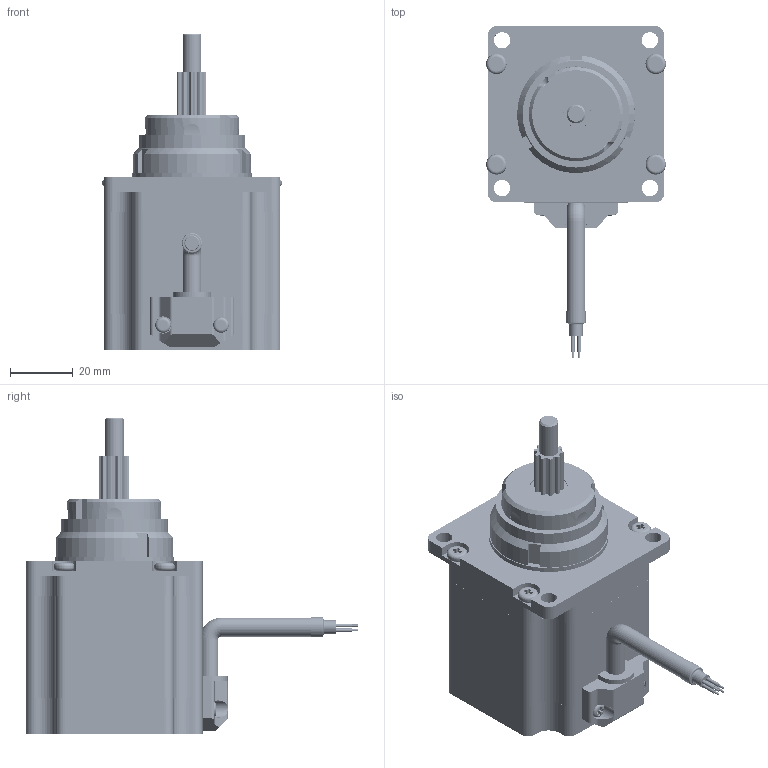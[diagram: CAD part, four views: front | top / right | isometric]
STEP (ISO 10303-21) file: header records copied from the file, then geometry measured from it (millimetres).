
FILE_DESCRIPTION (( 'STEP AP214' ), '1' );
FILE_NAME ('57NC255-T5.08-3-04-12.7-001.STEP', '2024-11-27T07:05:00', ( 'MM' ), ( 'Microsoft' ), 'SwSTEP 2.0', 'SolidWorks 2024', '' );
FILE_SCHEMA (( 'AUTOMOTIVE_DESIGN' ));
Length unit declared in the file: millimetre
Products named in the file (23): 03-57-13-17_10-57-006-4; 01-57-010（57直线后盖φ30有孔电缆线）_04-57-002-2; 02-57-55直线贯通; 13-57-16_13-57-16; 02-57-32.5_02-57-32.5; 07-57-009（57固定轴丝杆-12.7）_03-57-004-7; 11-57-001（M3-6配57和86压线板）; 07-57-009（57固定轴铝套-12.7）_08-35-006-5; 02-57-55直接出线; 07-57-009（57固定轴花键-12.7）_01-57-022-3; 11-57-002（M3-51配57-55）; 57NC255-T5.08-3-04-12.7-001; 07-57-003（57固定轴注塑螺母）; 07-57-007（57固定轴卡簧）; 08-57-001（57直线电机磁钢）_07-28-001-2; 07-57-002（57固定轴锁紧螺母）; 06-57-014（贯通55电机轴）_01-57-011-1; 03-57-010贯通55机身; 01-57-001（57直线前盖φ30）_04-57-001-1; 10-60-005轴套φ17H3.8; 14-57-004（57单孔出线）; 09-57-001（φ30Xφ17X7); 06-57-038（贯通轴注塑塑料）_06-57-034
Assembly tree (30 placements, depth 4):
  57NC255-T5.08-3-04-12.7-001
    02-57-55直线贯通
      01-57-010（57直线后盖φ30有孔电缆线）_04-57-002-2
      01-57-001（57直线前盖φ30）_04-57-001-1
      02-57-55直接出线
        02-57-32.5_02-57-32.5
        13-57-16_13-57-16  x2
      03-57-010贯通55机身
        06-57-014（贯通55电机轴）_01-57-011-1
        03-57-13-17_10-57-006-4  x2
        08-57-001（57直线电机磁钢）_07-28-001-2
      09-57-001（φ30Xφ17X7)  x2
      10-60-005轴套φ17H3.8
      11-57-001（M3-6配57和86压线板）  x2
      11-57-002（M3-51配57-55）  x4
      14-57-004（57单孔出线）
      06-57-038（贯通轴注塑塑料）_06-57-034
    06-57-038（贯通轴注塑塑料）_06-57-034
    07-57-009（57固定轴铝套-12.7）_08-35-006-5
    07-57-002（57固定轴锁紧螺母）
    07-57-003（57固定轴注塑螺母）
    07-57-009（57固定轴花键-12.7）_01-57-022-3
    07-57-007（57固定轴卡簧）
    07-57-009（57固定轴丝杆-12.7）_03-57-004-7
Bounding box: 57.25 x 105.72 x 100.75 mm (x, y, z)
Volume: 131553.1 mm3; surface area: 117020.1 mm2
Topology: 28 solids, 28 shells, 4299 faces, 12317 edges, 8146 vertices
Faces by surface type: cylinder 2605, plane 1532, cone 80, bspline 52, torus 30
Entity records: 111312 total; most frequent: CARTESIAN_POINT 43248, ORIENTED_EDGE 14636, DIRECTION 14100, EDGE_CURVE 7318, AXIS2_PLACEMENT_3D 5000, VERTEX_POINT 4838, VECTOR 4100, LINE 4100
